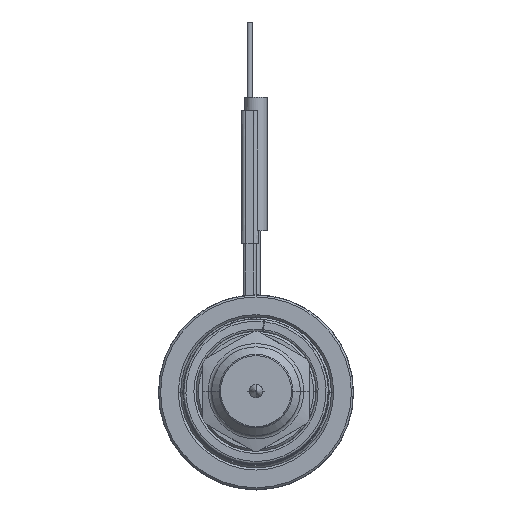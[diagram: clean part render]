
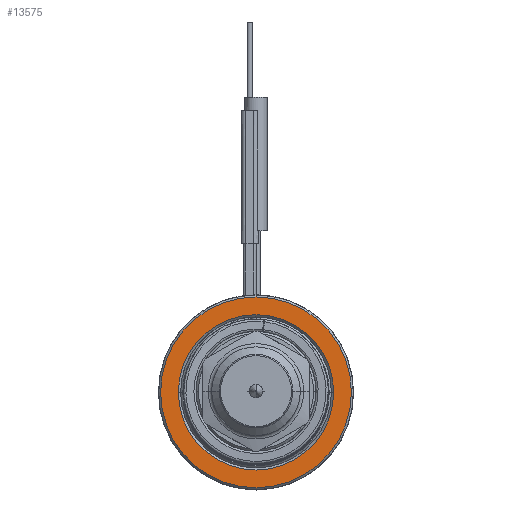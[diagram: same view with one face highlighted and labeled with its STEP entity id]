
A CAD part, top view. The second image highlights one B-rep face of the part: STEP entity #13575.
In plain terms, the highlighted planar face has unit normal (0, 0, 1).
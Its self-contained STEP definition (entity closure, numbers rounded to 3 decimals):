
#4090=CARTESIAN_POINT('',(0.,0.,40.));
#4091=DIRECTION('',(0.,0.,-1.));
#4092=DIRECTION('',(-1.,0.,0.));
#4093=AXIS2_PLACEMENT_3D('',#4090,#4091,#4092);
#4104=CARTESIAN_POINT('',(0.,0.,
40.));
#4105=DIRECTION('',(0.,0.,-1.));
#4106=DIRECTION('',(1.,0.,0.));
#4107=AXIS2_PLACEMENT_3D('',#4104,#4105,#4106);
#4118=CARTESIAN_POINT('',(0.,0.,
40.));
#4119=DIRECTION('',(0.,0.,-1.));
#4120=DIRECTION('',(1.,0.,0.));
#4121=AXIS2_PLACEMENT_3D('',#4118,#4119,#4120);
#4132=CARTESIAN_POINT('',(0.,0.,
40.));
#4133=DIRECTION('',(0.,0.,-1.));
#4134=DIRECTION('',(-1.,0.,0.));
#4135=AXIS2_PLACEMENT_3D('',#4132,#4133,#4134);
#8201=CARTESIAN_POINT('',(21.5,0.,40.));
#8202=CARTESIAN_POINT('',(-21.5,0.,40.));
#8203=VERTEX_POINT('',#8201);
#8204=VERTEX_POINT('',#8202);
#8205=CARTESIAN_POINT('',(17.5,0.,40.));
#8206=CARTESIAN_POINT('',(-17.5,0.,40.));
#8207=VERTEX_POINT('',#8205);
#8208=VERTEX_POINT('',#8206);
#13560=CARTESIAN_POINT('',(0.,0.,40.));
#13561=DIRECTION('',(0.,0.,1.));
#13562=DIRECTION('',(-1.,0.,0.));
#13563=AXIS2_PLACEMENT_3D('',#13560,#13561,#13562);
#13564=PLANE('',#13563);
#13565=ORIENTED_EDGE('',*,*,#13542,.T.);
#13566=ORIENTED_EDGE('',*,*,#13527,.T.);
#13567=EDGE_LOOP('',(#13565,#13566));
#13568=FACE_OUTER_BOUND('',#13567,.F.);
#13570=ORIENTED_EDGE('',*,*,#13569,.F.);
#13572=ORIENTED_EDGE('',*,*,#13571,.F.);
#13573=EDGE_LOOP('',(#13570,#13572));
#13574=FACE_BOUND('',#13573,.F.);
#4094=CIRCLE('',#4093,21.5);
#4108=CIRCLE('',#4107,21.5);
#4122=CIRCLE('',#4121,17.5);
#4136=CIRCLE('',#4135,17.5);
#13527=EDGE_CURVE('',#8204,#8203,#4094,.T.);
#13542=EDGE_CURVE('',#8203,#8204,#4108,.T.);
#13569=EDGE_CURVE('',#8207,#8208,#4122,.T.);
#13571=EDGE_CURVE('',#8208,#8207,#4136,.T.);
#13575=ADVANCED_FACE('',(#13568,#13574),#13564,.T.);
